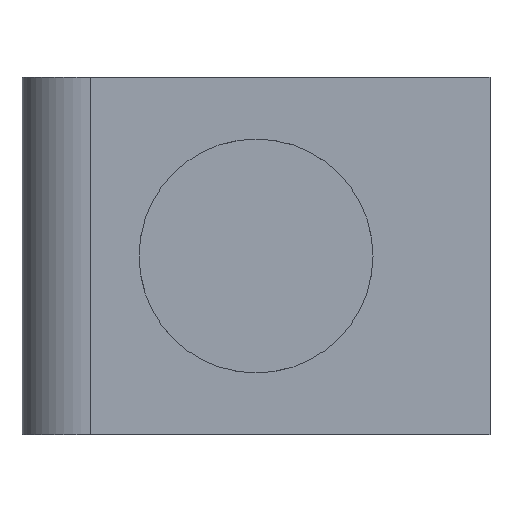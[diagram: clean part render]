
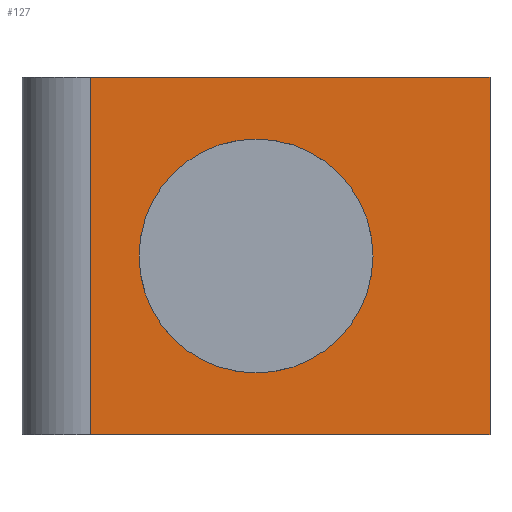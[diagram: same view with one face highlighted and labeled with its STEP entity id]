
A CAD part, front view. The second image highlights one B-rep face of the part: STEP entity #127.
In plain terms, the highlighted planar face has unit normal (0, -1, 0).
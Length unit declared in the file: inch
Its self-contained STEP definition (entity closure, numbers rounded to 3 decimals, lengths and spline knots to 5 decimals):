
#127=ADVANCED_FACE('',(#257,#258),#259,.T.);
#257=FACE_BOUND('',#549,.T.);
#258=FACE_OUTER_BOUND('',#550,.T.);
#259=PLANE('',#551);
#549=EDGE_LOOP('',(#809,#810,#811,#812));
#550=EDGE_LOOP('',(#813,#814,#815,#816));
#551=AXIS2_PLACEMENT_3D('',#817,#818,#819);
#809=ORIENTED_EDGE('',*,*,#982,.T.);
#810=ORIENTED_EDGE('',*,*,#910,.T.);
#811=ORIENTED_EDGE('',*,*,#953,.T.);
#812=ORIENTED_EDGE('',*,*,#949,.T.);
#813=ORIENTED_EDGE('',*,*,#1021,.T.);
#814=ORIENTED_EDGE('',*,*,#936,.F.);
#815=ORIENTED_EDGE('',*,*,#1019,.T.);
#816=ORIENTED_EDGE('',*,*,#998,.T.);
#817=CARTESIAN_POINT('',(0.90632,0.0,0.0));
#818=DIRECTION('',(0.0,-1.0,0.0));
#819=DIRECTION('',(1.0,0.0,0.0));
#910=EDGE_CURVE('',#1076,#1074,#1077,.T.);
#936=EDGE_CURVE('',#1119,#1114,#1121,.T.);
#949=EDGE_CURVE('',#1142,#1140,#1143,.T.);
#953=EDGE_CURVE('',#1074,#1142,#1147,.T.);
#982=EDGE_CURVE('',#1140,#1076,#1192,.T.);
#998=EDGE_CURVE('',#1213,#1211,#1214,.T.);
#1019=EDGE_CURVE('',#1119,#1213,#1237,.T.);
#1021=EDGE_CURVE('',#1211,#1114,#1239,.T.);
#1074=VERTEX_POINT('',#1328);
#1076=VERTEX_POINT('',#1331);
#1077=B_SPLINE_CURVE_WITH_KNOTS('',3,(#1332,#1333,#1334,#1335),.UNSPECIFIED.,.F.,.F.,(4,4),(0.0,1.0),.UNSPECIFIED.);
#1114=VERTEX_POINT('',#1410);
#1119=VERTEX_POINT('',#1419);
#1121=LINE('',#1424,#1425);
#1140=VERTEX_POINT('',#1463);
#1142=VERTEX_POINT('',#1466);
#1143=B_SPLINE_CURVE_WITH_KNOTS('',3,(#1467,#1468,#1469,#1470),.UNSPECIFIED.,.F.,.F.,(4,4),(0.0,1.0),.UNSPECIFIED.);
#1147=B_SPLINE_CURVE_WITH_KNOTS('',3,(#1478,#1479,#1480,#1481),.UNSPECIFIED.,.F.,.F.,(4,4),(0.0,1.0),.UNSPECIFIED.);
#1192=B_SPLINE_CURVE_WITH_KNOTS('',3,(#1552,#1553,#1554,#1555),.UNSPECIFIED.,.F.,.F.,(4,4),(0.0,1.0),.UNSPECIFIED.);
#1211=VERTEX_POINT('',#1597);
#1213=VERTEX_POINT('',#1600);
#1214=LINE('',#1601,#1602);
#1237=LINE('',#1654,#1655);
#1239=LINE('',#1657,#1658);
#1328=CARTESIAN_POINT('',(1.28139,0.0,0.8125));
#1331=CARTESIAN_POINT('',(0.75014,0.0,1.34375));
#1332=CARTESIAN_POINT('',(0.75014,0.0,1.34375));
#1333=CARTESIAN_POINT('',(1.04354,0.0,1.34375));
#1334=CARTESIAN_POINT('',(1.28139,0.0,1.1059));
#1335=CARTESIAN_POINT('',(1.28139,0.,0.8125));
#1410=CARTESIAN_POINT('',(0.0,0.0,1.625));
#1419=CARTESIAN_POINT('',(0.0,0.0,0.0));
#1424=CARTESIAN_POINT('',(0.0,0.0,0.0));
#1425=VECTOR('',#1702,1.0);
#1463=CARTESIAN_POINT('',(0.21889,0.0,0.8125));
#1466=CARTESIAN_POINT('',(0.75014,0.0,0.28125));
#1467=CARTESIAN_POINT('',(0.75014,0.0,0.28125));
#1468=CARTESIAN_POINT('',(0.45673,0.0,0.28125));
#1469=CARTESIAN_POINT('',(0.21889,0.,0.5191));
#1470=CARTESIAN_POINT('',(0.21889,0.,0.8125));
#1478=CARTESIAN_POINT('',(1.28139,0.0,0.8125));
#1479=CARTESIAN_POINT('',(1.28139,0.,0.5191));
#1480=CARTESIAN_POINT('',(1.04354,0.,0.28125));
#1481=CARTESIAN_POINT('',(0.75014,0.,0.28125));
#1552=CARTESIAN_POINT('',(0.21889,0.0,0.8125));
#1553=CARTESIAN_POINT('',(0.21889,0.,1.1059));
#1554=CARTESIAN_POINT('',(0.45673,0.,1.34375));
#1555=CARTESIAN_POINT('',(0.75014,0.,1.34375));
#1597=CARTESIAN_POINT('',(1.81264,0.0,1.625));
#1600=CARTESIAN_POINT('',(1.81264,0.0,0.0));
#1601=CARTESIAN_POINT('',(1.81264,0.0,0.0));
#1602=VECTOR('',#1729,1.0);
#1654=CARTESIAN_POINT('',(0.0,0.0,0.0));
#1655=VECTOR('',#1735,1.0);
#1657=CARTESIAN_POINT('',(0.0,0.0,1.625));
#1658=VECTOR('',#1736,1.0);
#1702=DIRECTION('',(0.0,0.0,1.0));
#1729=DIRECTION('',(0.0,0.0,1.0));
#1735=DIRECTION('',(1.0,0.0,0.0));
#1736=DIRECTION('',(-1.0,-0.0,-0.0));
